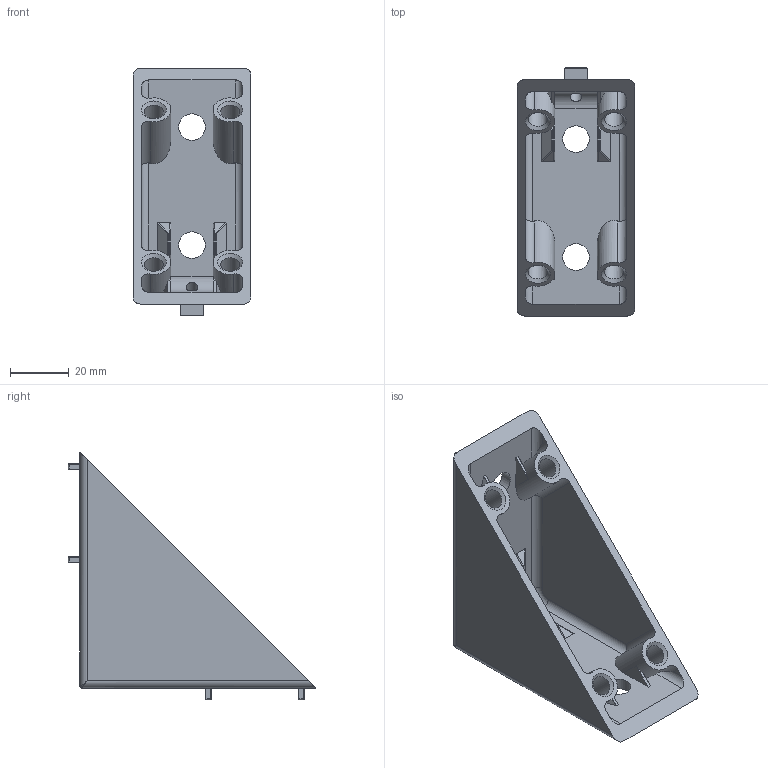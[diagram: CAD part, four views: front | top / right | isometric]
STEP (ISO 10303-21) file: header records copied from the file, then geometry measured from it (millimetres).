
FILE_DESCRIPTION((''),'2;1');
FILE_NAME('AR3629.stp','2022-01-18T13:56:31',('arma01'),(''),'Autodesk Inventor 2013','Autodesk Inventor 2013','');
FILE_SCHEMA(('AUTOMOTIVE_DESIGN { 1 0 10303 214 1 1 1 1 }'));
Length unit declared in the file: millimetre
Products named in the file (1): AR3629
Bounding box: 40 x 84 x 84 mm (x, y, z)
Volume: 41743.6 mm3; surface area: 25687.4 mm2
Topology: 1 solids, 1 shells, 250 faces, 605 edges, 368 vertices
Faces by surface type: cylinder 103, plane 99, bspline 16, sphere 16, torus 12, cone 4
Full cylindrical faces by diameter (mm): 4 x1, 6.5 x4, 9 x4
Entity records: 8071 total; most frequent: CARTESIAN_POINT 2218, DIRECTION 1274, ORIENTED_EDGE 1160, EDGE_CURVE 580, AXIS2_PLACEMENT_3D 479, VERTEX_POINT 362, VECTOR 316, LINE 316
